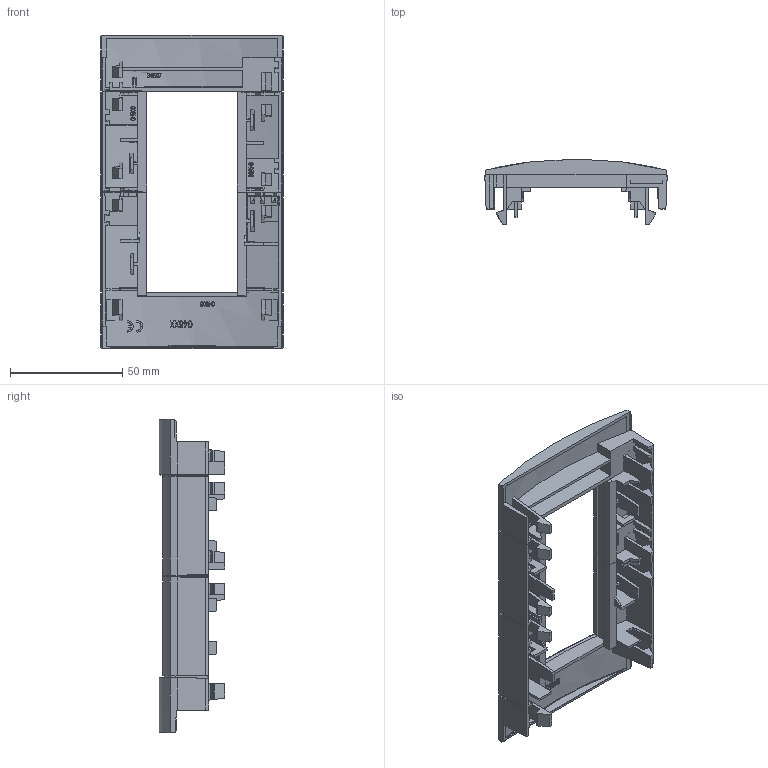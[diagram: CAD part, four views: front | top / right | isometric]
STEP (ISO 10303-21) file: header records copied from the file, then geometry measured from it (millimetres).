
FILE_DESCRIPTION((''),'2;1');
FILE_NAME('PROXY_23528-M_ASM','2022-05-10T07:40:21',('mengess'),(''),'CREO PARAMETRIC BY PTC INC, 2021304','CREO PARAMETRIC BY PTC INC, 2021304','');
FILE_SCHEMA(('AUTOMOTIVE_DESIGN { 1 0 10303 214 1 1 1 1 }'));
Length unit declared in the file: millimetre
Products named in the file (4): PROXY_22877-M; PROXY_22885-M; PROXY_22884-M; PROXY_23528-M_ASM
Assembly tree (4 placements, depth 2):
  PROXY_23528-M_ASM
    PROXY_22877-M
    PROXY_22885-M
    PROXY_22884-M  x2
Bounding box: 81.3 x 29.11 x 139.95 mm (x, y, z)
Volume: 43176.2 mm3; surface area: 53708.7 mm2
Topology: 4 solids, 16 shells, 1709 faces, 4879 edges, 3249 vertices
Faces by surface type: plane 1455, cylinder 178, cone 28, bspline 23, sphere 16, extrusion 9
Entity records: 60621 total; most frequent: CARTESIAN_POINT 12074, ORIENTED_EDGE 7766, DIRECTION 6263, PRESENTATION_STYLE_ASSIGNMENT 3952, STYLED_ITEM 3952, CURVE_STYLE 3940, EDGE_CURVE 3915, VECTOR 2603
